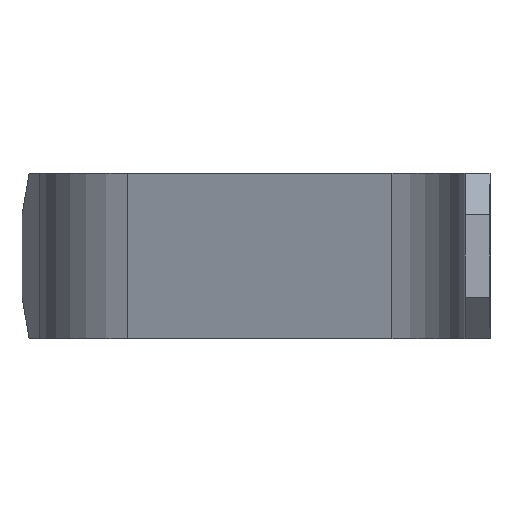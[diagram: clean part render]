
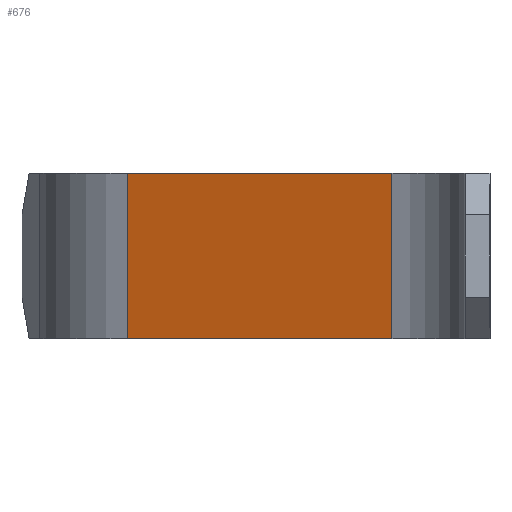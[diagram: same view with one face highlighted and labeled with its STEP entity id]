
A CAD part, left-side view. The second image highlights one B-rep face of the part: STEP entity #676.
In plain terms, the highlighted planar face has unit normal (-0.94, 0.342, 0).
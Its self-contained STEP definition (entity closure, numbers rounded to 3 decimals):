
#14=DIRECTION('',(-0.342,-0.94,0.));
#15=VECTOR('',#14,27.301);
#16=CARTESIAN_POINT('',(39.486,35.16,0.));
#17=LINE('',#16,#15);
#116=DIRECTION('',(-0.342,-0.94,0.));
#117=VECTOR('',#116,27.301);
#118=CARTESIAN_POINT('',(39.486,35.16,16.));
#119=LINE('',#118,#117);
#233=DIRECTION('',(0.,0.,1.));
#234=VECTOR('',#233,16.);
#235=CARTESIAN_POINT('',(30.149,9.506,0.));
#236=LINE('',#235,#234);
#237=DIRECTION('',(0.,0.,1.));
#238=VECTOR('',#237,16.);
#239=CARTESIAN_POINT('',(39.486,35.16,0.));
#240=LINE('',#239,#238);
#258=CARTESIAN_POINT('',(39.486,35.16,0.));
#260=VERTEX_POINT('',#258);
#261=CARTESIAN_POINT('',(30.149,9.506,0.));
#262=VERTEX_POINT('',#261);
#274=CARTESIAN_POINT('',(39.486,35.16,16.));
#276=VERTEX_POINT('',#274);
#277=CARTESIAN_POINT('',(30.149,9.506,16.));
#278=VERTEX_POINT('',#277);
#664=CARTESIAN_POINT('',(39.486,35.16,0.));
#665=DIRECTION('',(-0.94,0.342,0.));
#666=DIRECTION('',(-0.342,-0.94,0.));
#667=AXIS2_PLACEMENT_3D('',#664,#665,#666);
#668=PLANE('',#667);
#669=ORIENTED_EDGE('',*,*,#348,.F.);
#671=ORIENTED_EDGE('',*,*,#670,.T.);
#672=ORIENTED_EDGE('',*,*,#455,.T.);
#673=ORIENTED_EDGE('',*,*,#657,.F.);
#674=EDGE_LOOP('',(#669,#671,#672,#673));
#675=FACE_OUTER_BOUND('',#674,.F.);
#676=ADVANCED_FACE('',(#675),#668,.T.);
#348=EDGE_CURVE('',#260,#262,#17,.T.);
#455=EDGE_CURVE('',#276,#278,#119,.T.);
#657=EDGE_CURVE('',#262,#278,#236,.T.);
#670=EDGE_CURVE('',#260,#276,#240,.T.);
